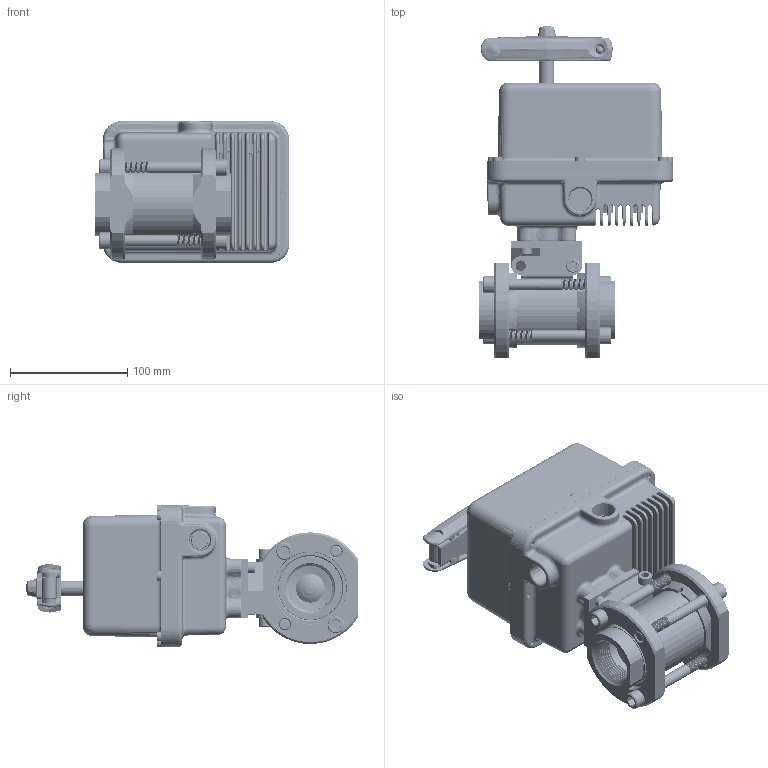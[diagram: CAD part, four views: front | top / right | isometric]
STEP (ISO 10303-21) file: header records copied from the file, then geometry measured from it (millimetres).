
FILE_DESCRIPTION (( 'STEP AP203' ), '1' );
FILE_NAME ('21XXSES600.step', '2018-03-15T11:26:31', ( '' ), ( '' ), 'SwSTEP 2.0', 'SolidWorks 2017', '' );
FILE_SCHEMA (( 'CONFIG_CONTROL_DESIGN' ));
Length unit declared in the file: inch
Products named in the file (1): 21XXSES600
Bounding box: 165.65 x 282.75 x 121.31 mm (x, y, z)
Volume: 917692.2 mm3; surface area: 384677.4 mm2
Topology: 33 solids, 33 shells, 3944 faces, 9856 edges, 6005 vertices
Faces by surface type: cylinder 1400, cone 1021, plane 872, bspline 462, torus 139, sphere 50
Entity records: 178559 total; most frequent: CARTESIAN_POINT 91990, ORIENTED_EDGE 19554, DIRECTION 16742, EDGE_CURVE 9777, AXIS2_PLACEMENT_3D 6380, VERTEX_POINT 5996, EDGE_LOOP 4153, LINE 3982
